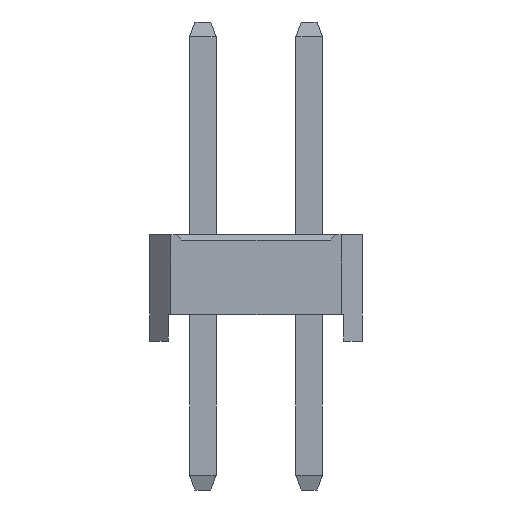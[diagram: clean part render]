
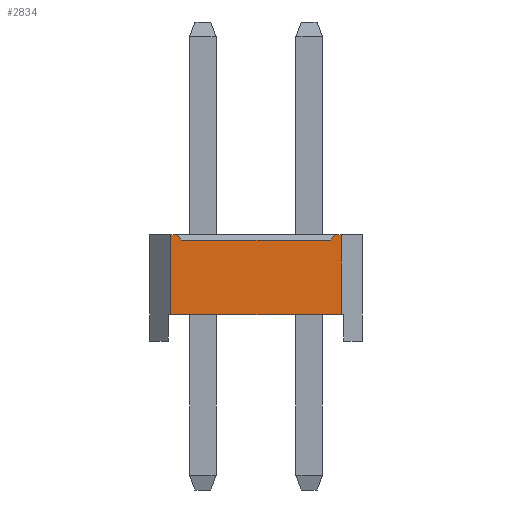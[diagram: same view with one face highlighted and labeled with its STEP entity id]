
A CAD part, left-side view. The second image highlights one B-rep face of the part: STEP entity #2834.
In plain terms, the highlighted planar face has unit normal (-1, 0, 0).
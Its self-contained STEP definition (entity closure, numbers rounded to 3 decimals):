
#2834=ADVANCED_FACE('',(#11468),#11470,.T.);
#11468=FACE_BOUND('',#11469,.T.);
#11469=EDGE_LOOP('',(#18227,#18228,#18229,#18230,#18231,#18232,#18233,#18234));
#11470=PLANE('',#11471);
#11471=AXIS2_PLACEMENT_3D('',#11472,#11473,#11474);
#11472=CARTESIAN_POINT('',(-1.,2.6,0.));
#11473=DIRECTION('',(-1.,0.,0.));
#11474=DIRECTION('',(0.,-1.,0.));
#18227=ORIENTED_EDGE('',*,*,#22402,.F.);
#18228=ORIENTED_EDGE('',*,*,#22403,.T.);
#18229=ORIENTED_EDGE('',*,*,#22404,.F.);
#18230=ORIENTED_EDGE('',*,*,#21481,.F.);
#18231=ORIENTED_EDGE('',*,*,#22405,.F.);
#18232=ORIENTED_EDGE('',*,*,#21140,.T.);
#18233=ORIENTED_EDGE('',*,*,#22401,.T.);
#18234=ORIENTED_EDGE('',*,*,#21485,.F.);
#21140=EDGE_CURVE('',#23539,#23537,#23540,.T.);
#21481=EDGE_CURVE('',#24219,#24221,#24222,.T.);
#21485=EDGE_CURVE('',#24227,#24229,#24230,.T.);
#22401=EDGE_CURVE('',#23537,#24229,#25752,.T.);
#22402=EDGE_CURVE('',#25753,#24227,#25754,.F.);
#22403=EDGE_CURVE('',#25753,#25755,#25756,.T.);
#22404=EDGE_CURVE('',#24221,#25755,#25757,.F.);
#22405=EDGE_CURVE('',#23539,#24219,#25758,.T.);
#23537=VERTEX_POINT('',#27426);
#23539=VERTEX_POINT('',#27430);
#23540=LINE('',#27431,#27432);
#24219=VERTEX_POINT('',#28790);
#24221=VERTEX_POINT('',#28794);
#24222=LINE('',#28795,#28796);
#24227=VERTEX_POINT('',#28806);
#24229=VERTEX_POINT('',#28810);
#24230=LINE('',#28811,#28812);
#25752=LINE('',#32165,#32166);
#25753=VERTEX_POINT('',#32168);
#25754=LINE('',#32169,#32170);
#25755=VERTEX_POINT('',#32172);
#25756=LINE('',#32173,#32174);
#25757=LINE('',#32176,#32177);
#25758=LINE('',#32179,#32180);
#27426=CARTESIAN_POINT('',(-1.,-0.6,0.5));
#27430=CARTESIAN_POINT('',(-1.,2.6,0.5));
#27431=CARTESIAN_POINT('',(-1.,2.6,0.5));
#27432=VECTOR('',#27433,1.);
#27433=DIRECTION('',(0.,-1.,0.));
#28790=CARTESIAN_POINT('',(-1.,2.6,2.));
#28794=CARTESIAN_POINT('',(-1.,2.5,2.));
#28795=CARTESIAN_POINT('',(-1.,2.6,2.));
#28796=VECTOR('',#28797,1.);
#28797=DIRECTION('',(0.,-1.,0.));
#28806=CARTESIAN_POINT('',(-1.,-0.5,2.));
#28810=CARTESIAN_POINT('',(-1.,-0.6,2.));
#28811=CARTESIAN_POINT('',(-1.,-0.5,2.));
#28812=VECTOR('',#28813,1.);
#28813=DIRECTION('',(0.,-1.,0.));
#32165=CARTESIAN_POINT('',(-1.,-0.6,0.5));
#32166=VECTOR('',#32167,1.);
#32167=DIRECTION('',(0.,0.,1.));
#32168=CARTESIAN_POINT('',(-1.,-0.4,1.9));
#32169=CARTESIAN_POINT('',(-1.,-0.5,2.));
#32170=VECTOR('',#32171,1.);
#32171=DIRECTION('',(0.,0.707,-0.707));
#32172=CARTESIAN_POINT('',(-1.,2.4,1.9));
#32173=CARTESIAN_POINT('',(-1.,-0.4,1.9));
#32174=VECTOR('',#32175,1.);
#32175=DIRECTION('',(0.,1.,0.));
#32176=CARTESIAN_POINT('',(-1.,2.4,1.9));
#32177=VECTOR('',#32178,1.);
#32178=DIRECTION('',(0.,0.707,0.707));
#32179=CARTESIAN_POINT('',(-1.,2.6,0.5));
#32180=VECTOR('',#32181,1.);
#32181=DIRECTION('',(0.,0.,1.));
